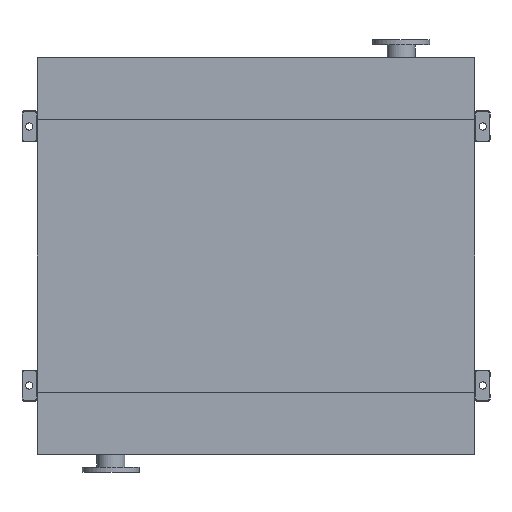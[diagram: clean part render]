
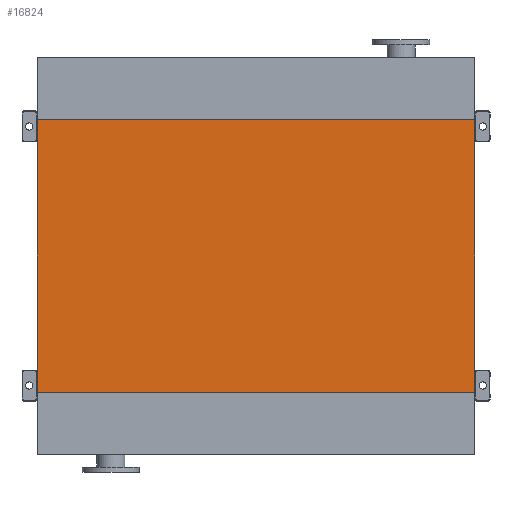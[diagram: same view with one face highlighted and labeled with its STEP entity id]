
A CAD part, front view. The second image highlights one B-rep face of the part: STEP entity #16824.
In plain terms, the highlighted planar face has unit normal (0, -1, 0).
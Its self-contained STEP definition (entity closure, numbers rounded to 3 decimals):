
#488 = EDGE_CURVE ( 'NONE', #12432, #10117, #16004, .T. ) ;
#1249 = ORIENTED_EDGE ( 'NONE', *, *, #3945, .F. ) ;
#1628 = EDGE_CURVE ( 'NONE', #2836, #2548, #15670, .T. ) ;
#1889 = CARTESIAN_POINT ( 'NONE',  ( -845., 0., 0. ) ) ;
#2258 = DIRECTION ( 'NONE',  ( 1., 0., 0. ) ) ;
#2548 = VERTEX_POINT ( 'NONE', #15629 ) ;
#2655 = CARTESIAN_POINT ( 'NONE',  ( -845., 0., -1050. ) ) ;
#2836 = VERTEX_POINT ( 'NONE', #9780 ) ;
#3005 = DIRECTION ( 'NONE',  ( 1., 0., 0. ) ) ;
#3156 = CARTESIAN_POINT ( 'NONE',  ( -845., 0., 0. ) ) ;
#3916 = ORIENTED_EDGE ( 'NONE', *, *, #17421, .T. ) ;
#3945 = EDGE_CURVE ( 'NONE', #2836, #12432, #13921, .T. ) ;
#4763 = CARTESIAN_POINT ( 'NONE',  ( 845., 0., 0. ) ) ;
#6600 = ORIENTED_EDGE ( 'NONE', *, *, #1628, .T. ) ;
#7235 = DIRECTION ( 'NONE',  ( 0., 0., 1. ) ) ;
#7401 = CARTESIAN_POINT ( 'NONE',  ( 845., 0., -1050. ) ) ;
#9780 = CARTESIAN_POINT ( 'NONE',  ( -845., 0., -1050. ) ) ;
#10117 = VERTEX_POINT ( 'NONE', #4763 ) ;
#10599 = VECTOR ( 'NONE', #3005, 1000. ) ;
#11958 = DIRECTION ( 'NONE',  ( 0., 0., -1. ) ) ;
#12019 = AXIS2_PLACEMENT_3D ( 'NONE', #12533, #12867, #11958 ) ;
#12070 = PLANE ( 'NONE',  #12019 ) ;
#12090 = CARTESIAN_POINT ( 'NONE',  ( -845., 0., -1050. ) ) ;
#12388 = VECTOR ( 'NONE', #2258, 1000. ) ;
#12432 = VERTEX_POINT ( 'NONE', #1889 ) ;
#12533 = CARTESIAN_POINT ( 'NONE',  ( -845., 0., -1050. ) ) ;
#12770 = VECTOR ( 'NONE', #7235, 1000. ) ;
#12867 = DIRECTION ( 'NONE',  ( 0., -1., 0. ) ) ;
#13578 = EDGE_LOOP ( 'NONE', ( #15430, #1249, #6600, #3916 ) ) ;
#13921 = LINE ( 'NONE', #12090, #16675 ) ;
#15430 = ORIENTED_EDGE ( 'NONE', *, *, #488, .F. ) ;
#15477 = DIRECTION ( 'NONE',  ( 0., 0., 1. ) ) ;
#15629 = CARTESIAN_POINT ( 'NONE',  ( 845., 0., -1050. ) ) ;
#15670 = LINE ( 'NONE', #2655, #12388 ) ;
#15689 = LINE ( 'NONE', #7401, #12770 ) ;
#16004 = LINE ( 'NONE', #3156, #10599 ) ;
#16675 = VECTOR ( 'NONE', #15477, 1000. ) ;
#16692 = FACE_OUTER_BOUND ( 'NONE', #13578, .T. ) ;
#16824 = ADVANCED_FACE ( 'NONE', ( #16692 ), #12070, .T. ) ;
#17421 = EDGE_CURVE ( 'NONE', #2548, #10117, #15689, .T. ) ;
